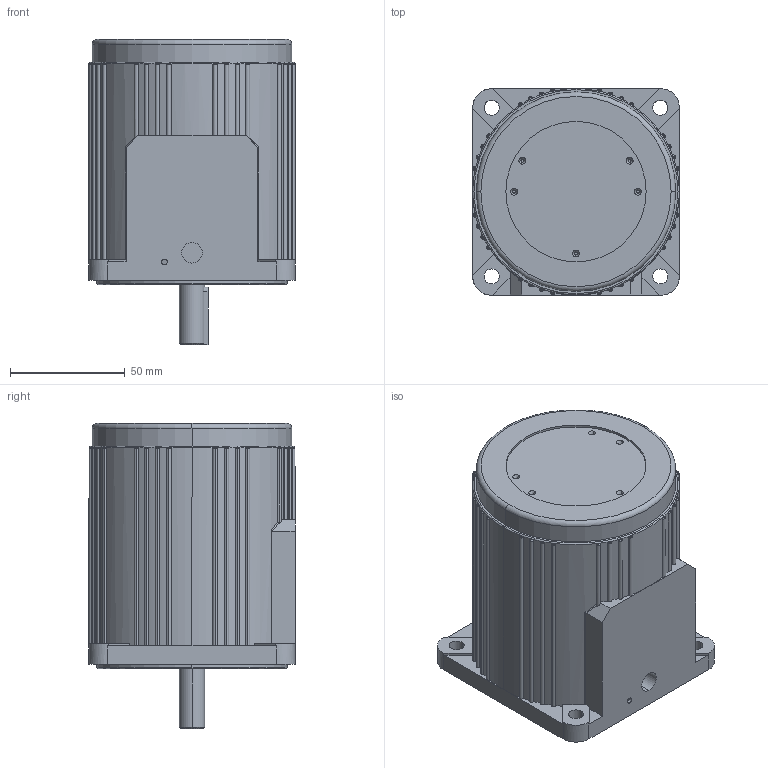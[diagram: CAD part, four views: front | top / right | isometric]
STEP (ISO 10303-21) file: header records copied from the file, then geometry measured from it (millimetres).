
FILE_DESCRIPTION (( 'STEP AP203' ), '1' );
FILE_NAME ('5IK40GA.STEP', '2020-01-08T11:23:37', ( 'Sky123.Org' ), ( 'Sky123.Org' ), 'SwSTEP 2.0', 'SolidWorks 2014', '' );
FILE_SCHEMA (( 'CONFIG_CONTROL_DESIGN' ));
Length unit declared in the file: millimetre
Products named in the file (1): 5IK40GA
Bounding box: 90 x 90 x 133 mm (x, y, z)
Volume: 700249.2 mm3; surface area: 52155.4 mm2
Topology: 2 solids, 2 shells, 276 faces, 689 edges, 428 vertices
Faces by surface type: cylinder 113, plane 79, torus 68, cone 14, bspline 2
Entity records: 8689 total; most frequent: CARTESIAN_POINT 1836, DIRECTION 1569, ORIENTED_EDGE 1378, EDGE_CURVE 689, AXIS2_PLACEMENT_3D 685, VERTEX_POINT 428, CIRCLE 410, EDGE_LOOP 295
